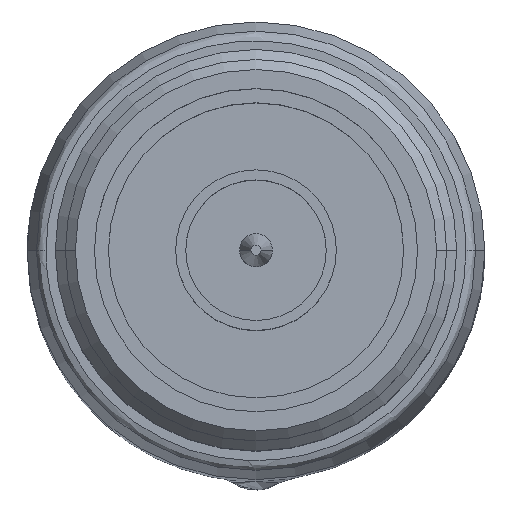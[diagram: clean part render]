
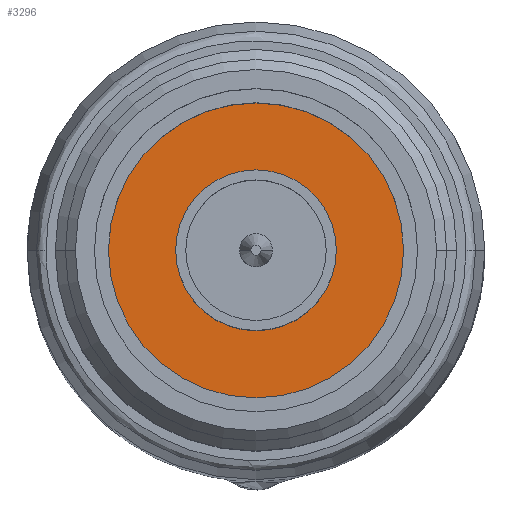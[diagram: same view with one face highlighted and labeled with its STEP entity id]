
A CAD part, top view. The second image highlights one B-rep face of the part: STEP entity #3296.
In plain terms, the highlighted planar face has unit normal (0, 0, -1).
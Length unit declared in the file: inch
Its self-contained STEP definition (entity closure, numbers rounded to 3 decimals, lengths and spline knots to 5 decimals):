
#24 = CIRCLE ( 'NONE', #3925, 0.28937 ) ;
#26 = VERTEX_POINT ( 'NONE', #3601 ) ;
#62 = VERTEX_POINT ( 'NONE', #3953 ) ;
#311 = EDGE_CURVE ( 'NONE', #26, #1412, #24, .T. ) ;
#312 = AXIS2_PLACEMENT_3D ( 'NONE', #3497, #1804, #3107 ) ;
#370 = CARTESIAN_POINT ( 'NONE',  ( 0., 0., -0.39764 ) ) ;
#375 = DIRECTION ( 'NONE',  ( 1., 0., 0. ) ) ;
#459 = CIRCLE ( 'NONE', #4353, 0.15748 ) ;
#517 = EDGE_LOOP ( 'NONE', ( #1535, #1422 ) ) ;
#964 = CIRCLE ( 'NONE', #312, 0.28937 ) ;
#1007 = DIRECTION ( 'NONE',  ( 0., 0., -1. ) ) ;
#1008 = EDGE_CURVE ( 'NONE', #62, #3528, #459, .T. ) ;
#1065 = EDGE_CURVE ( 'NONE', #1412, #26, #964, .T. ) ;
#1075 = EDGE_LOOP ( 'NONE', ( #2464, #3753 ) ) ;
#1150 = EDGE_CURVE ( 'NONE', #3528, #62, #3395, .T. ) ;
#1161 = DIRECTION ( 'NONE',  ( -1., 0., 0. ) ) ;
#1356 = DIRECTION ( 'NONE',  ( 0., 0., 1. ) ) ;
#1412 = VERTEX_POINT ( 'NONE', #4455 ) ;
#1422 = ORIENTED_EDGE ( 'NONE', *, *, #311, .F. ) ;
#1450 = CARTESIAN_POINT ( 'NONE',  ( -0.15748, 0., -0.39764 ) ) ;
#1459 = CARTESIAN_POINT ( 'NONE',  ( 0., 0., -0.39764 ) ) ;
#1535 = ORIENTED_EDGE ( 'NONE', *, *, #1065, .F. ) ;
#1695 = FACE_OUTER_BOUND ( 'NONE', #517, .T. ) ;
#1715 = AXIS2_PLACEMENT_3D ( 'NONE', #2096, #3043, #375 ) ;
#1804 = DIRECTION ( 'NONE',  ( 0., 0., 1. ) ) ;
#2096 = CARTESIAN_POINT ( 'NONE',  ( 0., 0., -0.39764 ) ) ;
#2326 = AXIS2_PLACEMENT_3D ( 'NONE', #1459, #3230, #1161 ) ;
#2464 = ORIENTED_EDGE ( 'NONE', *, *, #1150, .F. ) ;
#2728 = CARTESIAN_POINT ( 'NONE',  ( 0., 0., -0.39764 ) ) ;
#2742 = DIRECTION ( 'NONE',  ( -1., 0., 0. ) ) ;
#2747 = FACE_BOUND ( 'NONE', #1075, .T. ) ;
#3043 = DIRECTION ( 'NONE',  ( 0., 0., 1. ) ) ;
#3107 = DIRECTION ( 'NONE',  ( 1., 0., 0. ) ) ;
#3230 = DIRECTION ( 'NONE',  ( 0., 0., -1. ) ) ;
#3296 = ADVANCED_FACE ( 'NONE', ( #2747, #1695 ), #4171, .F. ) ;
#3395 = CIRCLE ( 'NONE', #2326, 0.15748 ) ;
#3497 = CARTESIAN_POINT ( 'NONE',  ( 0., 0., -0.39764 ) ) ;
#3528 = VERTEX_POINT ( 'NONE', #1450 ) ;
#3601 = CARTESIAN_POINT ( 'NONE',  ( -0.28937, 0., -0.39764 ) ) ;
#3753 = ORIENTED_EDGE ( 'NONE', *, *, #1008, .F. ) ;
#3787 = DIRECTION ( 'NONE',  ( 1., 0., 0. ) ) ;
#3925 = AXIS2_PLACEMENT_3D ( 'NONE', #2728, #1356, #3787 ) ;
#3953 = CARTESIAN_POINT ( 'NONE',  ( 0.15748, 0., -0.39764 ) ) ;
#4171 = PLANE ( 'NONE',  #1715 ) ;
#4353 = AXIS2_PLACEMENT_3D ( 'NONE', #370, #1007, #2742 ) ;
#4455 = CARTESIAN_POINT ( 'NONE',  ( 0.28937, 0., -0.39764 ) ) ;
